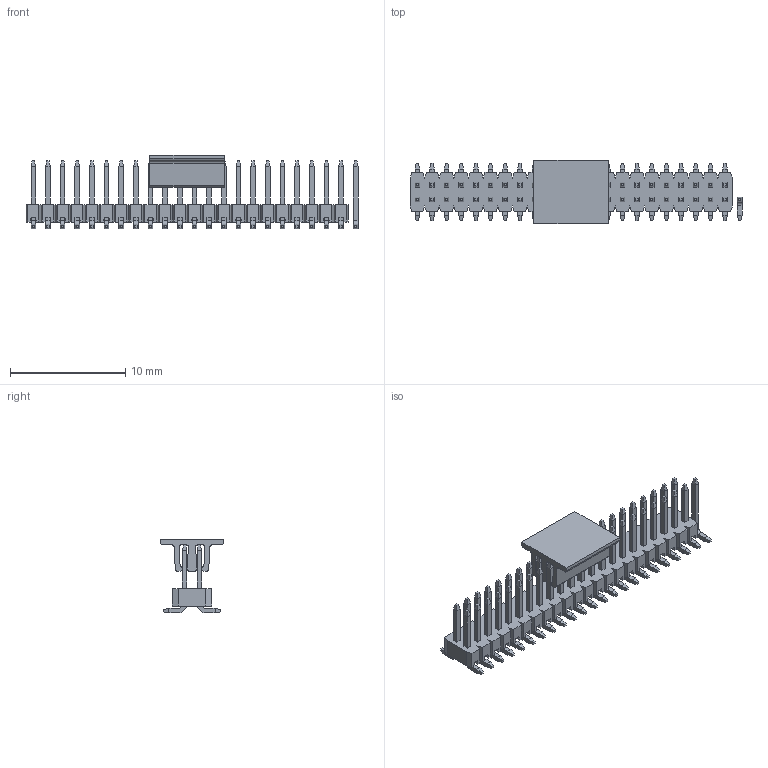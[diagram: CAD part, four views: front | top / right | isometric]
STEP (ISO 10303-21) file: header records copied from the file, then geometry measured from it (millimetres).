
FILE_DESCRIPTION(/* description */ ('Unknown'),/* implementation_level */ '2;1');
FILE_NAME(/* name */ '62134421021',/* time_stamp */ '2023-01-13T12:19:25+01:00',/* author */ ('Unknown'),/* organization */ ('Unknown'),/* preprocessor_version */ 'ST-DEVELOPER v16.7',/* originating_system */ 'Solid Edge',/* authorisation */ 'Unknown');
FILE_SCHEMA (('AUTOMOTIVE_DESIGN {1 0 10303 214 3 1 1}'));
Length unit declared in the file: millimetre
Products named in the file (4): 6213xx21021; 621x4421021_Housing; 6210xx21021_PIN; 6213xx21021_Cap
Assembly tree (47 placements, depth 2):
  6213xx21021
    621x4421021_Housing
    6210xx21021_PIN  x45
    6213xx21021_Cap
Bounding box: 28.77 x 5.5 x 6.41 mm (x, y, z)
Volume: 212.4 mm3; surface area: 1118.9 mm2
Topology: 47 solids, 47 shells, 1286 faces, 3260 edges, 2024 vertices
Faces by surface type: plane 1182, cylinder 104
Entity records: 16979 total; most frequent: CARTESIAN_POINT 3010, ORIENTED_EDGE 3000, DIRECTION 2616, EDGE_CURVE 1500, LINE 1468, VECTOR 1468, VERTEX_POINT 968, AXIS2_PLACEMENT_3D 574
